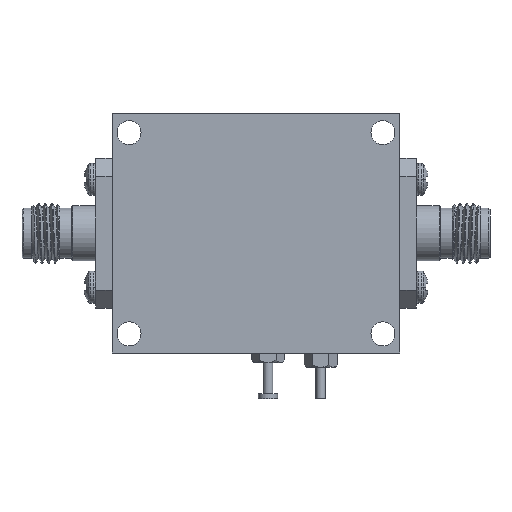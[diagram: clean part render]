
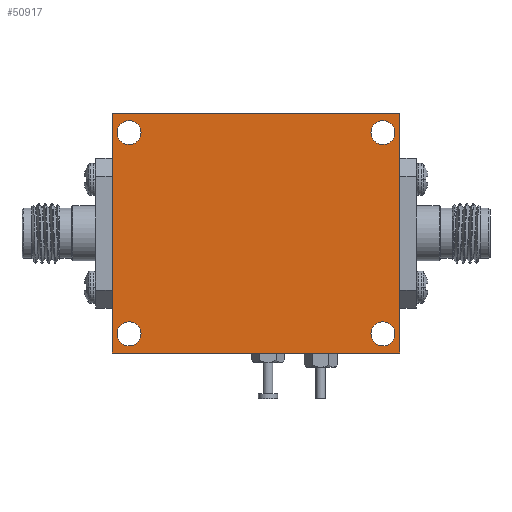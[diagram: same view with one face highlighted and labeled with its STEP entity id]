
A CAD part, front view. The second image highlights one B-rep face of the part: STEP entity #50917.
In plain terms, the highlighted planar face has unit normal (0, -1, 0).
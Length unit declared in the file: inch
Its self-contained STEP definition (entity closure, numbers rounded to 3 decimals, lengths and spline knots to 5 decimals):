
#371 = CARTESIAN_POINT ( 'NONE',  ( -0.6, -0.2, 0.5 ) ) ;
#1500 = AXIS2_PLACEMENT_3D ( 'NONE', #65085, #63905, #77765 ) ;
#1758 = ORIENTED_EDGE ( 'NONE', *, *, #67957, .T. ) ;
#3277 = EDGE_CURVE ( 'NONE', #34256, #66780, #28505, .T. ) ;
#3573 = EDGE_CURVE ( 'NONE', #49490, #58542, #67435, .T. ) ;
#3855 = CARTESIAN_POINT ( 'NONE',  ( -0.53, -0.2, 0.42 ) ) ;
#4528 = AXIS2_PLACEMENT_3D ( 'NONE', #73366, #53968, #39823 ) ;
#4617 = ORIENTED_EDGE ( 'NONE', *, *, #11977, .T. ) ;
#4744 = CIRCLE ( 'NONE', #41572, 0.05 ) ;
#5629 = DIRECTION ( 'NONE',  ( 0., 1., 0. ) ) ;
#6136 = CARTESIAN_POINT ( 'NONE',  ( -0.6, -0.2, -0.5 ) ) ;
#6162 = CARTESIAN_POINT ( 'NONE',  ( -0.6, -0.2, 0.5 ) ) ;
#6700 = AXIS2_PLACEMENT_3D ( 'NONE', #15685, #8350, #15968 ) ;
#8350 = DIRECTION ( 'NONE',  ( 0., 1., 0. ) ) ;
#9187 = CIRCLE ( 'NONE', #50025, 0.05 ) ;
#10331 = DIRECTION ( 'NONE',  ( 0., 0., 1. ) ) ;
#11977 = EDGE_CURVE ( 'NONE', #87025, #78736, #75835, .T. ) ;
#12355 = DIRECTION ( 'NONE',  ( 0., 0., 1. ) ) ;
#15685 = CARTESIAN_POINT ( 'NONE',  ( -0.53, -0.2, 0.42 ) ) ;
#15786 = CIRCLE ( 'NONE', #1500, 0.05 ) ;
#15968 = DIRECTION ( 'NONE',  ( 0., 0., 1. ) ) ;
#16006 = FACE_BOUND ( 'NONE', #34785, .T. ) ;
#16651 = CARTESIAN_POINT ( 'NONE',  ( -0.53, -0.2, 0.47 ) ) ;
#16749 = CARTESIAN_POINT ( 'NONE',  ( 0.6, -0.2, 0.5 ) ) ;
#17328 = DIRECTION ( 'NONE',  ( 0., 0., -1. ) ) ;
#17398 = VERTEX_POINT ( 'NONE', #56047 ) ;
#18974 = VECTOR ( 'NONE', #17328, 39.37008 ) ;
#21995 = DIRECTION ( 'NONE',  ( 0., 1., 0. ) ) ;
#25304 = CARTESIAN_POINT ( 'NONE',  ( 0.53, -0.2, 0.37 ) ) ;
#26960 = ORIENTED_EDGE ( 'NONE', *, *, #3277, .T. ) ;
#27048 = CARTESIAN_POINT ( 'NONE',  ( -0.6, -0.2, -0.5 ) ) ;
#28505 = CIRCLE ( 'NONE', #6700, 0.05 ) ;
#29472 = VECTOR ( 'NONE', #52984, 39.37008 ) ;
#30245 = EDGE_LOOP ( 'NONE', ( #26960, #33190 ) ) ;
#30470 = VECTOR ( 'NONE', #33618, 39.37008 ) ;
#31696 = CARTESIAN_POINT ( 'NONE',  ( -0.53, -0.2, -0.37 ) ) ;
#31866 = CARTESIAN_POINT ( 'NONE',  ( 0.53, -0.2, -0.47 ) ) ;
#32563 = EDGE_CURVE ( 'NONE', #66780, #34256, #32834, .T. ) ;
#32834 = CIRCLE ( 'NONE', #68076, 0.05 ) ;
#32864 = FACE_OUTER_BOUND ( 'NONE', #84601, .T. ) ;
#33190 = ORIENTED_EDGE ( 'NONE', *, *, #32563, .T. ) ;
#33618 = DIRECTION ( 'NONE',  ( 0., 0., 1. ) ) ;
#34256 = VERTEX_POINT ( 'NONE', #16651 ) ;
#34785 = EDGE_LOOP ( 'NONE', ( #4617, #78321 ) ) ;
#35101 = LINE ( 'NONE', #27048, #75199 ) ;
#35623 = VERTEX_POINT ( 'NONE', #31866 ) ;
#35802 = AXIS2_PLACEMENT_3D ( 'NONE', #39354, #46144, #52919 ) ;
#36053 = DIRECTION ( 'NONE',  ( 0., 0., 1. ) ) ;
#38550 = CARTESIAN_POINT ( 'NONE',  ( -0.6, -0.2, 0.5 ) ) ;
#38767 = VERTEX_POINT ( 'NONE', #6162 ) ;
#39354 = CARTESIAN_POINT ( 'NONE',  ( 0.53, -0.2, -0.42 ) ) ;
#39823 = DIRECTION ( 'NONE',  ( 0., 0., -1. ) ) ;
#40083 = EDGE_CURVE ( 'NONE', #44058, #35623, #65321, .T. ) ;
#41572 = AXIS2_PLACEMENT_3D ( 'NONE', #46279, #5629, #66293 ) ;
#42324 = FACE_BOUND ( 'NONE', #30245, .T. ) ;
#43090 = VERTEX_POINT ( 'NONE', #31696 ) ;
#44058 = VERTEX_POINT ( 'NONE', #71086 ) ;
#44491 = ORIENTED_EDGE ( 'NONE', *, *, #51588, .F. ) ;
#44629 = DIRECTION ( 'NONE',  ( 0., 1., 0. ) ) ;
#44785 = DIRECTION ( 'NONE',  ( 0., 1., 0. ) ) ;
#46144 = DIRECTION ( 'NONE',  ( 0., 1., 0. ) ) ;
#46279 = CARTESIAN_POINT ( 'NONE',  ( -0.53, -0.2, -0.42 ) ) ;
#46466 = LINE ( 'NONE', #38550, #29472 ) ;
#47137 = ORIENTED_EDGE ( 'NONE', *, *, #73198, .T. ) ;
#49490 = VERTEX_POINT ( 'NONE', #82584 ) ;
#50025 = AXIS2_PLACEMENT_3D ( 'NONE', #62269, #21995, #36053 ) ;
#50917 = ADVANCED_FACE ( 'NONE', ( #68714, #66640, #42324, #16006, #32864 ), #86673, .T. ) ;
#51588 = EDGE_CURVE ( 'NONE', #38767, #49490, #46466, .T. ) ;
#52919 = DIRECTION ( 'NONE',  ( 0., 0., 1. ) ) ;
#52984 = DIRECTION ( 'NONE',  ( 1., 0., 0. ) ) ;
#53575 = CARTESIAN_POINT ( 'NONE',  ( 0.53, -0.2, 0.47 ) ) ;
#53639 = CARTESIAN_POINT ( 'NONE',  ( -0.53, -0.2, 0.37 ) ) ;
#53802 = AXIS2_PLACEMENT_3D ( 'NONE', #78180, #44629, #85569 ) ;
#53968 = DIRECTION ( 'NONE',  ( 0., -1., 0. ) ) ;
#56047 = CARTESIAN_POINT ( 'NONE',  ( -0.53, -0.2, -0.47 ) ) ;
#56594 = CARTESIAN_POINT ( 'NONE',  ( 0.53, -0.2, 0.42 ) ) ;
#58542 = VERTEX_POINT ( 'NONE', #68713 ) ;
#60221 = EDGE_CURVE ( 'NONE', #87012, #38767, #71452, .T. ) ;
#61176 = DIRECTION ( 'NONE',  ( -1., 0., 0. ) ) ;
#61730 = EDGE_CURVE ( 'NONE', #58542, #87012, #35101, .T. ) ;
#62264 = ORIENTED_EDGE ( 'NONE', *, *, #40083, .T. ) ;
#62269 = CARTESIAN_POINT ( 'NONE',  ( -0.53, -0.2, -0.42 ) ) ;
#62856 = EDGE_LOOP ( 'NONE', ( #47137, #1758 ) ) ;
#63611 = DIRECTION ( 'NONE',  ( 0., 1., 0. ) ) ;
#63905 = DIRECTION ( 'NONE',  ( 0., 1., 0. ) ) ;
#65085 = CARTESIAN_POINT ( 'NONE',  ( 0.53, -0.2, -0.42 ) ) ;
#65321 = CIRCLE ( 'NONE', #35802, 0.05 ) ;
#65535 = ORIENTED_EDGE ( 'NONE', *, *, #3573, .F. ) ;
#66293 = DIRECTION ( 'NONE',  ( 0., 0., 1. ) ) ;
#66640 = FACE_BOUND ( 'NONE', #73396, .T. ) ;
#66780 = VERTEX_POINT ( 'NONE', #53639 ) ;
#67435 = LINE ( 'NONE', #16749, #18974 ) ;
#67957 = EDGE_CURVE ( 'NONE', #17398, #43090, #4744, .T. ) ;
#68076 = AXIS2_PLACEMENT_3D ( 'NONE', #3855, #44785, #12355 ) ;
#68713 = CARTESIAN_POINT ( 'NONE',  ( 0.6, -0.2, -0.5 ) ) ;
#68714 = FACE_BOUND ( 'NONE', #62856, .T. ) ;
#70567 = EDGE_CURVE ( 'NONE', #78736, #87025, #73779, .T. ) ;
#71086 = CARTESIAN_POINT ( 'NONE',  ( 0.53, -0.2, -0.37 ) ) ;
#71318 = ORIENTED_EDGE ( 'NONE', *, *, #60221, .F. ) ;
#71452 = LINE ( 'NONE', #371, #30470 ) ;
#71803 = ORIENTED_EDGE ( 'NONE', *, *, #86301, .T. ) ;
#72409 = ORIENTED_EDGE ( 'NONE', *, *, #61730, .F. ) ;
#73198 = EDGE_CURVE ( 'NONE', #43090, #17398, #9187, .T. ) ;
#73366 = CARTESIAN_POINT ( 'NONE',  ( 0., -0.2, 0. ) ) ;
#73396 = EDGE_LOOP ( 'NONE', ( #62264, #71803 ) ) ;
#73779 = CIRCLE ( 'NONE', #53802, 0.05 ) ;
#75199 = VECTOR ( 'NONE', #61176, 39.37008 ) ;
#75835 = CIRCLE ( 'NONE', #82412, 0.05 ) ;
#77765 = DIRECTION ( 'NONE',  ( 0., 0., 1. ) ) ;
#78180 = CARTESIAN_POINT ( 'NONE',  ( 0.53, -0.2, 0.42 ) ) ;
#78321 = ORIENTED_EDGE ( 'NONE', *, *, #70567, .T. ) ;
#78736 = VERTEX_POINT ( 'NONE', #25304 ) ;
#82412 = AXIS2_PLACEMENT_3D ( 'NONE', #56594, #63611, #10331 ) ;
#82584 = CARTESIAN_POINT ( 'NONE',  ( 0.6, -0.2, 0.5 ) ) ;
#84601 = EDGE_LOOP ( 'NONE', ( #65535, #44491, #71318, #72409 ) ) ;
#85569 = DIRECTION ( 'NONE',  ( 0., 0., 1. ) ) ;
#86301 = EDGE_CURVE ( 'NONE', #35623, #44058, #15786, .T. ) ;
#86673 = PLANE ( 'NONE',  #4528 ) ;
#87012 = VERTEX_POINT ( 'NONE', #6136 ) ;
#87025 = VERTEX_POINT ( 'NONE', #53575 ) ;
